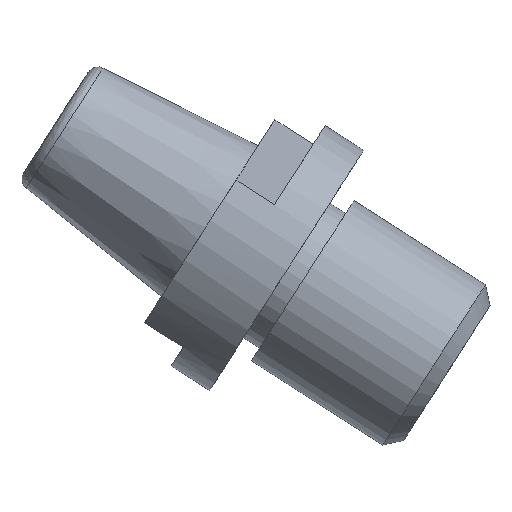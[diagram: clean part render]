
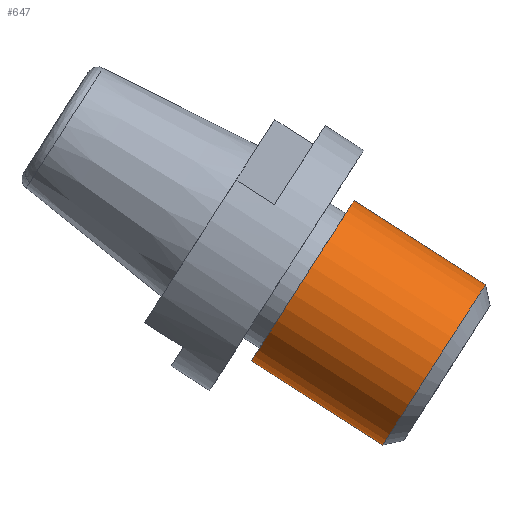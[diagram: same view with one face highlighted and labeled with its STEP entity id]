
A CAD part, top view. The second image highlights one B-rep face of the part: STEP entity #647.
In plain terms, the highlighted cylindrical face has radius 2.5 mm (diameter 5 mm), a partial arc.
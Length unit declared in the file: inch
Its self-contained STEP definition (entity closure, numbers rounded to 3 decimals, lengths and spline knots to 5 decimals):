
#8 = DIRECTION ( 'NONE',  ( -0.842, 0.54, 0. ) ) ;
#40 = CARTESIAN_POINT ( 'NONE',  ( 11.44038, 8.82201, -1.59212 ) ) ;
#68 = ORIENTED_EDGE ( 'NONE', *, *, #725, .T. ) ;
#209 = LINE ( 'NONE', #513, #422 ) ;
#240 = EDGE_CURVE ( 'NONE', #1162, #818, #1226, .T. ) ;
#335 = AXIS2_PLACEMENT_3D ( 'NONE', #1009, #1110, #924 ) ;
#349 = AXIS2_PLACEMENT_3D ( 'NONE', #1338, #1330, #1233 ) ;
#422 = VECTOR ( 'NONE', #474, 39.37008 ) ;
#449 = EDGE_CURVE ( 'NONE', #1162, #840, #576, .T. ) ;
#474 = DIRECTION ( 'NONE',  ( -0.842, 0.54, 0. ) ) ;
#502 = CARTESIAN_POINT ( 'NONE',  ( 11.30449, 8.90912, -1.59212 ) ) ;
#505 = VERTEX_POINT ( 'NONE', #1370 ) ;
#513 = CARTESIAN_POINT ( 'NONE',  ( 11.14521, 8.7774, -1.59212 ) ) ;
#520 = CIRCLE ( 'NONE', #1091, 0.09843 ) ;
#530 = CARTESIAN_POINT ( 'NONE',  ( 11.33414, 8.65629, -1.59212 ) ) ;
#576 = LINE ( 'NONE', #1341, #1376 ) ;
#647 = ADVANCED_FACE ( 'NONE', ( #1049 ), #923, .T. ) ;
#678 = ORIENTED_EDGE ( 'NONE', *, *, #449, .T. ) ;
#719 = DIRECTION ( 'NONE',  ( 0.842, -0.54, 0. ) ) ;
#720 = ORIENTED_EDGE ( 'NONE', *, *, #887, .F. ) ;
#723 = CARTESIAN_POINT ( 'NONE',  ( 11.25137, 8.82627, -1.59212 ) ) ;
#725 = EDGE_CURVE ( 'NONE', #840, #505, #520, .T. ) ;
#818 = VERTEX_POINT ( 'NONE', #530 ) ;
#840 = VERTEX_POINT ( 'NONE', #502 ) ;
#877 = DIRECTION ( 'NONE',  ( -0.54, -0.842, 0. ) ) ;
#887 = EDGE_CURVE ( 'NONE', #818, #505, #209, .T. ) ;
#923 = CYLINDRICAL_SURFACE ( 'NONE', #335, 0.09843 ) ;
#924 = DIRECTION ( 'NONE',  ( -0.54, -0.842, 0. ) ) ;
#1009 = CARTESIAN_POINT ( 'NONE',  ( 11.19834, 8.86026, -1.59212 ) ) ;
#1049 = FACE_OUTER_BOUND ( 'NONE', #1362, .T. ) ;
#1091 = AXIS2_PLACEMENT_3D ( 'NONE', #723, #719, #877 ) ;
#1110 = DIRECTION ( 'NONE',  ( -0.842, 0.54, 0. ) ) ;
#1162 = VERTEX_POINT ( 'NONE', #40 ) ;
#1207 = ORIENTED_EDGE ( 'NONE', *, *, #240, .F. ) ;
#1226 = CIRCLE ( 'NONE', #349, 0.09843 ) ;
#1233 = DIRECTION ( 'NONE',  ( 0.489, 0.762, -0.424 ) ) ;
#1330 = DIRECTION ( 'NONE',  ( 0.842, -0.54, 0. ) ) ;
#1338 = CARTESIAN_POINT ( 'NONE',  ( 11.38726, 8.73915, -1.59212 ) ) ;
#1341 = CARTESIAN_POINT ( 'NONE',  ( 11.25146, 8.94312, -1.59212 ) ) ;
#1362 = EDGE_LOOP ( 'NONE', ( #1207, #678, #68, #720 ) ) ;
#1370 = CARTESIAN_POINT ( 'NONE',  ( 11.19825, 8.74341, -1.59212 ) ) ;
#1376 = VECTOR ( 'NONE', #8, 39.37008 ) ;
